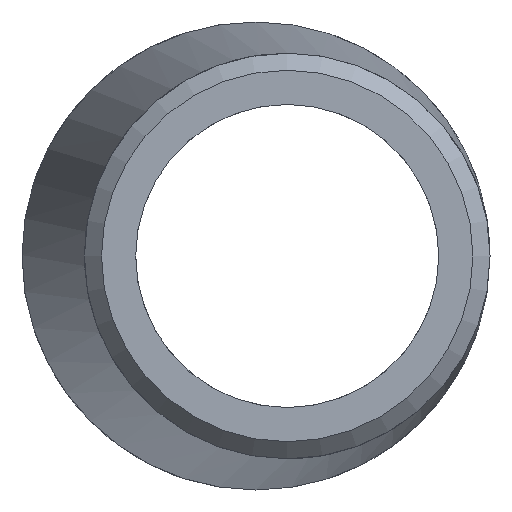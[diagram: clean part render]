
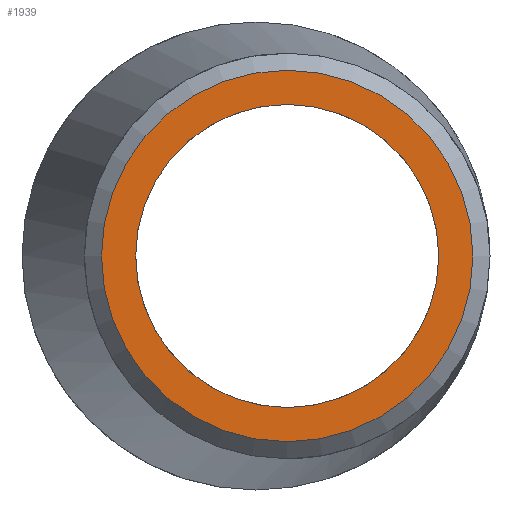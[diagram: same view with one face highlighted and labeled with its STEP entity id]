
A CAD part, left-side view. The second image highlights one B-rep face of the part: STEP entity #1939.
In plain terms, the highlighted planar face has unit normal (-1, 0, 0).
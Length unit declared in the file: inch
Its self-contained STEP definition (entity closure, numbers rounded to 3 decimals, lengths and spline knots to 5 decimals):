
#181 = DIRECTION ( 'NONE',  ( 1., 0., 0. ) ) ;
#296 = ORIENTED_EDGE ( 'NONE', *, *, #2040, .T. ) ;
#371 = CIRCLE ( 'NONE', #1531, 0.98425 ) ;
#403 = CARTESIAN_POINT ( 'NONE',  ( 0., -0.16535, -0.80315 ) ) ;
#426 = AXIS2_PLACEMENT_3D ( 'NONE', #1391, #1588, #1836 ) ;
#535 = CARTESIAN_POINT ( 'NONE',  ( 0., -0.16535, -0.98425 ) ) ;
#558 = CARTESIAN_POINT ( 'NONE',  ( 0., 0., 0. ) ) ;
#681 = VERTEX_POINT ( 'NONE', #403 ) ;
#763 = FACE_OUTER_BOUND ( 'NONE', #1801, .T. ) ;
#908 = CARTESIAN_POINT ( 'NONE',  ( 0., -0.16535, 0. ) ) ;
#918 = DIRECTION ( 'NONE',  ( 0., 0., -1. ) ) ;
#936 = VERTEX_POINT ( 'NONE', #535 ) ;
#955 = EDGE_LOOP ( 'NONE', ( #296 ) ) ;
#1150 = FACE_BOUND ( 'NONE', #955, .T. ) ;
#1196 = CIRCLE ( 'NONE', #426, 0.80315 ) ;
#1386 = DIRECTION ( 'NONE',  ( 1., 0., 0. ) ) ;
#1391 = CARTESIAN_POINT ( 'NONE',  ( 0., -0.16535, 0. ) ) ;
#1417 = DIRECTION ( 'NONE',  ( 0., 0., -1. ) ) ;
#1531 = AXIS2_PLACEMENT_3D ( 'NONE', #908, #1386, #1417 ) ;
#1588 = DIRECTION ( 'NONE',  ( 1., 0., 0. ) ) ;
#1731 = PLANE ( 'NONE',  #2075 ) ;
#1801 = EDGE_LOOP ( 'NONE', ( #2210 ) ) ;
#1836 = DIRECTION ( 'NONE',  ( 0., 0., -1. ) ) ;
#1909 = EDGE_CURVE ( 'NONE', #936, #936, #371, .T. ) ;
#1939 = ADVANCED_FACE ( 'NONE', ( #1150, #763 ), #1731, .F. ) ;
#2040 = EDGE_CURVE ( 'NONE', #681, #681, #1196, .T. ) ;
#2075 = AXIS2_PLACEMENT_3D ( 'NONE', #558, #181, #918 ) ;
#2210 = ORIENTED_EDGE ( 'NONE', *, *, #1909, .F. ) ;
